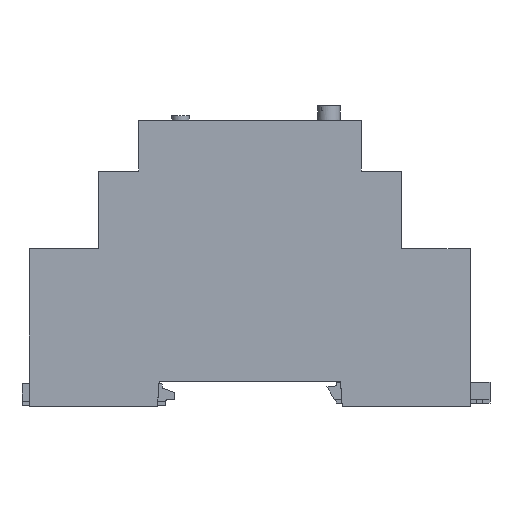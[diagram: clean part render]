
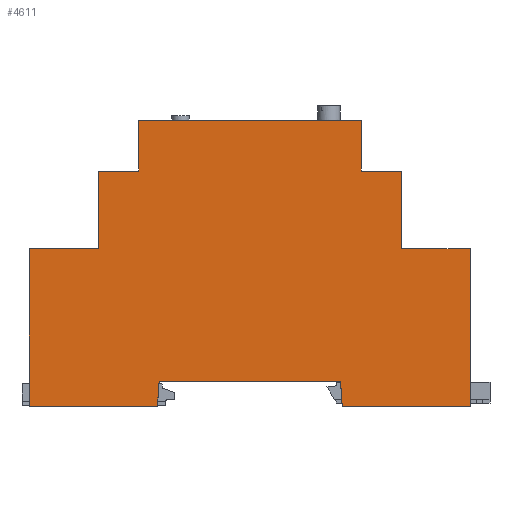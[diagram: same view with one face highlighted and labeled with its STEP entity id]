
A CAD part, left-side view. The second image highlights one B-rep face of the part: STEP entity #4611.
In plain terms, the highlighted planar face has unit normal (-1, 0, 0).
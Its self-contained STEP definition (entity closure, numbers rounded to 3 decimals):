
#4611=ADVANCED_FACE('',(#12765),#12767,.T.);
#12765=FACE_BOUND('',#12766,.T.);
#12766=EDGE_LOOP('',(#20161,#20162,#20163,#20164,#20165,#20166,#20167,#20168,#20169,
#20170,#20171,#20172,#20173,#20174,#20175,#20176));
#12767=PLANE('',#12768);
#12768=AXIS2_PLACEMENT_3D('',#12769,#12770,#12771);
#12769=CARTESIAN_POINT('',(-44.,0.,0.));
#12770=DIRECTION('',(-1.,0.,0.));
#12771=DIRECTION('',(0.,0.,-1.));
#20161=ORIENTED_EDGE('',*,*,#24962,.T.);
#20162=ORIENTED_EDGE('',*,*,#24963,.T.);
#20163=ORIENTED_EDGE('',*,*,#24964,.T.);
#20164=ORIENTED_EDGE('',*,*,#24965,.T.);
#20165=ORIENTED_EDGE('',*,*,#24966,.T.);
#20166=ORIENTED_EDGE('',*,*,#24967,.T.);
#20167=ORIENTED_EDGE('',*,*,#24968,.T.);
#20168=ORIENTED_EDGE('',*,*,#24969,.T.);
#20169=ORIENTED_EDGE('',*,*,#24970,.T.);
#20170=ORIENTED_EDGE('',*,*,#24971,.T.);
#20171=ORIENTED_EDGE('',*,*,#24972,.T.);
#20172=ORIENTED_EDGE('',*,*,#24848,.T.);
#20173=ORIENTED_EDGE('',*,*,#24961,.T.);
#20174=ORIENTED_EDGE('',*,*,#24973,.T.);
#20175=ORIENTED_EDGE('',*,*,#24974,.T.);
#20176=ORIENTED_EDGE('',*,*,#24975,.T.);
#24848=EDGE_CURVE('',#29045,#29043,#29046,.T.);
#24961=EDGE_CURVE('',#29043,#29258,#29260,.T.);
#24962=EDGE_CURVE('',#29261,#29262,#29263,.T.);
#24963=EDGE_CURVE('',#29262,#29264,#29265,.T.);
#24964=EDGE_CURVE('',#29264,#29266,#29267,.T.);
#24965=EDGE_CURVE('',#29266,#29268,#29269,.T.);
#24966=EDGE_CURVE('',#29268,#29270,#29271,.T.);
#24967=EDGE_CURVE('',#29270,#29272,#29273,.T.);
#24968=EDGE_CURVE('',#29272,#29274,#29275,.T.);
#24969=EDGE_CURVE('',#29274,#29276,#29277,.T.);
#24970=EDGE_CURVE('',#29276,#29278,#29279,.T.);
#24971=EDGE_CURVE('',#29278,#29280,#29281,.T.);
#24972=EDGE_CURVE('',#29280,#29045,#29282,.T.);
#24973=EDGE_CURVE('',#29258,#29283,#29284,.T.);
#24974=EDGE_CURVE('',#29283,#29285,#29286,.T.);
#24975=EDGE_CURVE('',#29285,#29261,#29287,.T.);
#29043=VERTEX_POINT('',#37600);
#29045=VERTEX_POINT('',#37604);
#29046=LINE('',#37605,#37606);
#29258=VERTEX_POINT('',#38118);
#29260=LINE('',#38122,#38123);
#29261=VERTEX_POINT('',#38125);
#29262=VERTEX_POINT('',#38126);
#29263=LINE('',#38127,#38128);
#29264=VERTEX_POINT('',#38130);
#29265=LINE('',#38131,#38132);
#29266=VERTEX_POINT('',#38134);
#29267=LINE('',#38135,#38136);
#29268=VERTEX_POINT('',#38138);
#29269=LINE('',#38139,#38140);
#29270=VERTEX_POINT('',#38142);
#29271=LINE('',#38143,#38144);
#29272=VERTEX_POINT('',#38146);
#29273=LINE('',#38147,#38148);
#29274=VERTEX_POINT('',#38150);
#29275=LINE('',#38151,#38152);
#29276=VERTEX_POINT('',#38154);
#29277=LINE('',#38155,#38156);
#29278=VERTEX_POINT('',#38158);
#29279=LINE('',#38159,#38160);
#29280=VERTEX_POINT('',#38162);
#29281=LINE('',#38163,#38164);
#29282=LINE('',#38166,#38167);
#29283=VERTEX_POINT('',#38169);
#29284=LINE('',#38170,#38171);
#29285=VERTEX_POINT('',#38173);
#29286=LINE('',#38174,#38175);
#29287=LINE('',#38177,#38178);
#37600=CARTESIAN_POINT('',(-44.,22.5,52.804));
#37604=CARTESIAN_POINT('',(-44.,-22.5,52.804));
#37605=CARTESIAN_POINT('',(-44.,-22.5,52.804));
#37606=VECTOR('',#37607,1.);
#37607=DIRECTION('',(0.,1.,0.));
#38118=CARTESIAN_POINT('',(-44.,22.5,42.606));
#38122=CARTESIAN_POINT('',(-44.,22.5,52.804));
#38123=VECTOR('',#38124,1.);
#38124=DIRECTION('',(0.,0.,-1.));
#38125=CARTESIAN_POINT('',(-44.,44.6,26.878));
#38126=CARTESIAN_POINT('',(-44.,44.6,-4.987));
#38127=CARTESIAN_POINT('',(-44.,44.6,26.878));
#38128=VECTOR('',#38129,1.);
#38129=DIRECTION('',(0.,0.,-1.));
#38130=CARTESIAN_POINT('',(-44.,18.7,-4.987));
#38131=CARTESIAN_POINT('',(-44.,44.6,-4.987));
#38132=VECTOR('',#38133,1.);
#38133=DIRECTION('',(0.,-1.,0.));
#38134=CARTESIAN_POINT('',(-44.,18.351,0.));
#38135=CARTESIAN_POINT('',(-44.,18.7,-4.987));
#38136=VECTOR('',#38137,1.);
#38137=DIRECTION('',(0.,-0.07,0.998));
#38138=CARTESIAN_POINT('',(-44.,-18.351,0.));
#38139=CARTESIAN_POINT('',(-44.,18.351,0.));
#38140=VECTOR('',#38141,1.);
#38141=DIRECTION('',(0.,-1.,0.));
#38142=CARTESIAN_POINT('',(-44.,-18.7,-4.987));
#38143=CARTESIAN_POINT('',(-44.,-18.351,0.));
#38144=VECTOR('',#38145,1.);
#38145=DIRECTION('',(0.,-0.07,-0.998));
#38146=CARTESIAN_POINT('',(-44.,-44.6,-4.987));
#38147=CARTESIAN_POINT('',(-44.,-18.7,-4.987));
#38148=VECTOR('',#38149,1.);
#38149=DIRECTION('',(0.,-1.,0.));
#38150=CARTESIAN_POINT('',(-44.,-44.6,26.878));
#38151=CARTESIAN_POINT('',(-44.,-44.6,-4.987));
#38152=VECTOR('',#38153,1.);
#38153=DIRECTION('',(0.,0.,1.));
#38154=CARTESIAN_POINT('',(-44.,-30.7,26.878));
#38155=CARTESIAN_POINT('',(-44.,-44.6,26.878));
#38156=VECTOR('',#38157,1.);
#38157=DIRECTION('',(0.,1.,0.));
#38158=CARTESIAN_POINT('',(-44.,-30.7,42.606));
#38159=CARTESIAN_POINT('',(-44.,-30.7,26.878));
#38160=VECTOR('',#38161,1.);
#38161=DIRECTION('',(0.,0.,1.));
#38162=CARTESIAN_POINT('',(-44.,-22.5,42.606));
#38163=CARTESIAN_POINT('',(-44.,-30.7,42.606));
#38164=VECTOR('',#38165,1.);
#38165=DIRECTION('',(0.,1.,0.));
#38166=CARTESIAN_POINT('',(-44.,-22.5,42.606));
#38167=VECTOR('',#38168,1.);
#38168=DIRECTION('',(0.,0.,1.));
#38169=CARTESIAN_POINT('',(-44.,30.7,42.606));
#38170=CARTESIAN_POINT('',(-44.,22.5,42.606));
#38171=VECTOR('',#38172,1.);
#38172=DIRECTION('',(0.,1.,0.));
#38173=CARTESIAN_POINT('',(-44.,30.7,26.878));
#38174=CARTESIAN_POINT('',(-44.,30.7,42.606));
#38175=VECTOR('',#38176,1.);
#38176=DIRECTION('',(0.,0.,-1.));
#38177=CARTESIAN_POINT('',(-44.,30.7,26.878));
#38178=VECTOR('',#38179,1.);
#38179=DIRECTION('',(0.,1.,0.));
